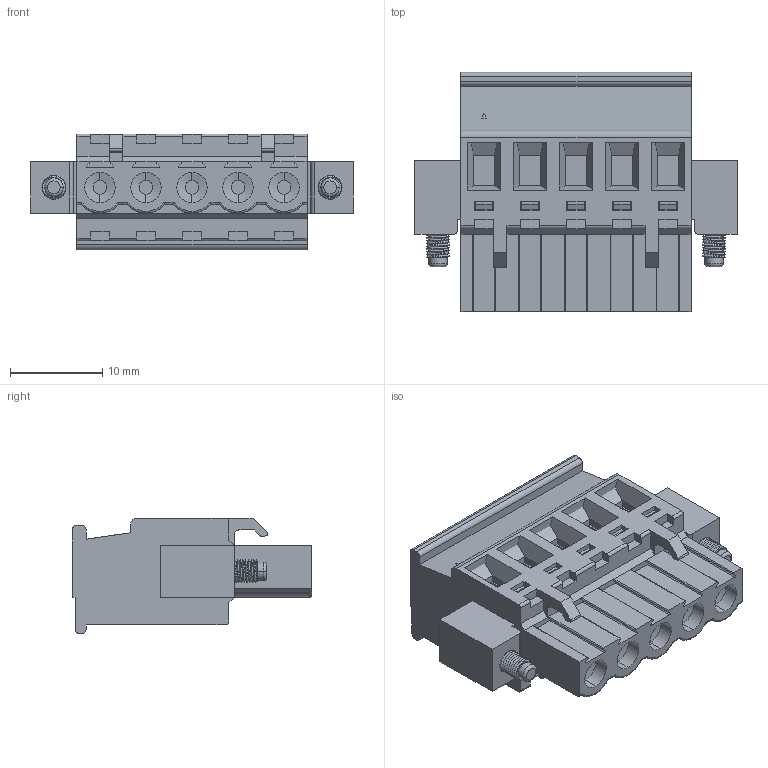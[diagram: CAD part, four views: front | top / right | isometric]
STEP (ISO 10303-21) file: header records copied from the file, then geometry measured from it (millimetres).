
FILE_DESCRIPTION (( 'STEP AP214' ), '1' );
FILE_NAME ('2EDGKAM-5.0-05P-14-00AH.STEP', '2021-03-08T19:25:09', ( '' ), ( '' ), 'SwSTEP 2.0', 'SolidWorks 2020', '' );
FILE_SCHEMA (( 'AUTOMOTIVE_DESIGN' ));
Length unit declared in the file: millimetre
Products named in the file (1): 2EDGKAM-5.0-05P-14-00AH
Bounding box: 35 x 26 x 12.6 mm (x, y, z)
Volume: 5249.9 mm3; surface area: 4563 mm2
Topology: 1 solids, 1 shells, 908 faces, 2336 edges, 1514 vertices
Faces by surface type: plane 566, cylinder 132, bspline 129, torus 57, cone 24
Entity records: 40574 total; most frequent: CARTESIAN_POINT 14086, ORIENTED_EDGE 4670, DIRECTION 3935, EDGE_CURVE 2335, LINE 1607, VECTOR 1607, VERTEX_POINT 1512, AXIS2_PLACEMENT_3D 1164
